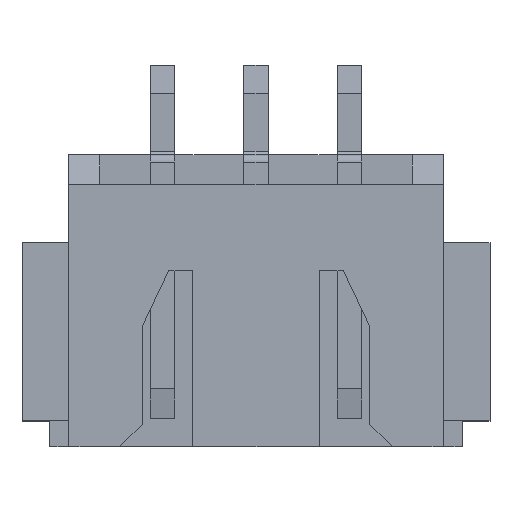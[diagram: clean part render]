
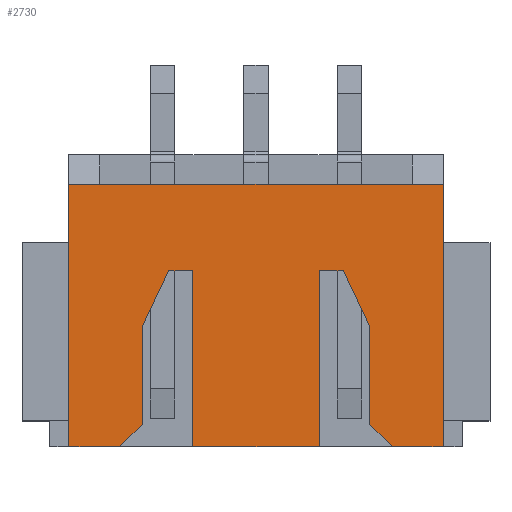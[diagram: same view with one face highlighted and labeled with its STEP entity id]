
A CAD part, top view. The second image highlights one B-rep face of the part: STEP entity #2730.
In plain terms, the highlighted planar face has unit normal (0, 0, 1).
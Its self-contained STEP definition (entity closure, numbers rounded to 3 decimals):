
#108=FACE_OUTER_BOUND('',#251,.T.);
#251=EDGE_LOOP('',(#2028,#2029,#2030,#2031,#2032,#2033,#2034,#2035,#2036,
#2037,#2038,#2039,#2040,#2041,#2042,#2043));
#360=LINE('',#3726,#737);
#396=LINE('',#3798,#773);
#495=LINE('',#3996,#872);
#497=LINE('',#4000,#874);
#502=LINE('',#4009,#879);
#505=LINE('',#4015,#882);
#508=LINE('',#4021,#885);
#511=LINE('',#4029,#888);
#515=LINE('',#4036,#892);
#518=LINE('',#4042,#895);
#521=LINE('',#4048,#898);
#522=LINE('',#4051,#899);
#525=LINE('',#4056,#902);
#526=LINE('',#4057,#903);
#527=LINE('',#4058,#904);
#528=LINE('',#4059,#905);
#737=VECTOR('',#3019,10.);
#773=VECTOR('',#3073,10.);
#872=VECTOR('',#3236,10.);
#874=VECTOR('',#3240,10.);
#879=VECTOR('',#3247,10.);
#882=VECTOR('',#3252,10.);
#885=VECTOR('',#3257,10.);
#888=VECTOR('',#3262,10.);
#892=VECTOR('',#3268,10.);
#895=VECTOR('',#3273,10.);
#898=VECTOR('',#3278,10.);
#899=VECTOR('',#3281,10.);
#902=VECTOR('',#3286,10.);
#903=VECTOR('',#3287,10.);
#904=VECTOR('',#3288,10.);
#905=VECTOR('',#3289,10.);
#1113=VERTEX_POINT('',#3723);
#1114=VERTEX_POINT('',#3725);
#1140=VERTEX_POINT('',#3795);
#1141=VERTEX_POINT('',#3797);
#1207=VERTEX_POINT('',#3993);
#1208=VERTEX_POINT('',#3995);
#1209=VERTEX_POINT('',#3999);
#1212=VERTEX_POINT('',#4007);
#1214=VERTEX_POINT('',#4013);
#1216=VERTEX_POINT('',#4019);
#1219=VERTEX_POINT('',#4026);
#1220=VERTEX_POINT('',#4028);
#1222=VERTEX_POINT('',#4034);
#1224=VERTEX_POINT('',#4040);
#1226=VERTEX_POINT('',#4046);
#1227=VERTEX_POINT('',#4050);
#1376=EDGE_CURVE('',#1113,#1114,#360,.T.);
#1412=EDGE_CURVE('',#1140,#1141,#396,.T.);
#1511=EDGE_CURVE('',#1208,#1207,#495,.T.);
#1513=EDGE_CURVE('',#1209,#1208,#497,.T.);
#1518=EDGE_CURVE('',#1207,#1212,#502,.T.);
#1521=EDGE_CURVE('',#1212,#1214,#505,.T.);
#1524=EDGE_CURVE('',#1214,#1216,#508,.T.);
#1527=EDGE_CURVE('',#1220,#1219,#511,.T.);
#1531=EDGE_CURVE('',#1219,#1222,#515,.T.);
#1534=EDGE_CURVE('',#1222,#1224,#518,.T.);
#1537=EDGE_CURVE('',#1224,#1226,#521,.T.);
#1538=EDGE_CURVE('',#1227,#1220,#522,.T.);
#1541=EDGE_CURVE('',#1216,#1227,#525,.T.);
#1542=EDGE_CURVE('',#1226,#1141,#526,.T.);
#1543=EDGE_CURVE('',#1114,#1140,#527,.T.);
#1544=EDGE_CURVE('',#1113,#1209,#528,.T.);
#2028=ORIENTED_EDGE('',*,*,#1513,.T.);
#2029=ORIENTED_EDGE('',*,*,#1511,.T.);
#2030=ORIENTED_EDGE('',*,*,#1518,.T.);
#2031=ORIENTED_EDGE('',*,*,#1521,.T.);
#2032=ORIENTED_EDGE('',*,*,#1524,.T.);
#2033=ORIENTED_EDGE('',*,*,#1541,.T.);
#2034=ORIENTED_EDGE('',*,*,#1538,.T.);
#2035=ORIENTED_EDGE('',*,*,#1527,.T.);
#2036=ORIENTED_EDGE('',*,*,#1531,.T.);
#2037=ORIENTED_EDGE('',*,*,#1534,.T.);
#2038=ORIENTED_EDGE('',*,*,#1537,.T.);
#2039=ORIENTED_EDGE('',*,*,#1542,.T.);
#2040=ORIENTED_EDGE('',*,*,#1412,.F.);
#2041=ORIENTED_EDGE('',*,*,#1543,.F.);
#2042=ORIENTED_EDGE('',*,*,#1376,.F.);
#2043=ORIENTED_EDGE('',*,*,#1544,.T.);
#2595=PLANE('',#2892);
#2730=ADVANCED_FACE('',(#108),#2595,.T.);
#2892=AXIS2_PLACEMENT_3D('',#4055,#3284,#3285);
#3019=DIRECTION('',(0.,1.,0.));
#3073=DIRECTION('',(0.,-1.,0.));
#3236=DIRECTION('',(0.,1.,0.));
#3240=DIRECTION('',(0.707,0.707,0.));
#3247=DIRECTION('',(0.428,0.904,0.));
#3252=DIRECTION('',(1.,0.,0.));
#3257=DIRECTION('',(0.,-1.,0.));
#3262=DIRECTION('',(1.,0.,0.));
#3268=DIRECTION('',(0.428,-0.904,0.));
#3273=DIRECTION('',(0.,-1.,0.));
#3278=DIRECTION('',(0.707,-0.707,0.));
#3281=DIRECTION('',(0.,1.,0.));
#3284=DIRECTION('center_axis',(0.,0.,1.));
#3285=DIRECTION('ref_axis',(0.,-1.,0.));
#3286=DIRECTION('',(1.,0.,0.));
#3287=DIRECTION('',(1.,0.,0.));
#3288=DIRECTION('',(1.,0.,0.));
#3289=DIRECTION('',(1.,0.,0.));
#3723=CARTESIAN_POINT('',(-5.,-7.8,6.));
#3725=CARTESIAN_POINT('',(-5.,-0.8,6.));
#3726=CARTESIAN_POINT('',(-5.,0.,6.));
#3795=CARTESIAN_POINT('',(5.,-0.8,6.));
#3797=CARTESIAN_POINT('',(5.,-7.8,6.));
#3798=CARTESIAN_POINT('',(5.,0.,6.));
#3993=CARTESIAN_POINT('',(-3.04,-4.6,6.));
#3995=CARTESIAN_POINT('',(-3.04,-7.2,6.));
#3996=CARTESIAN_POINT('',(-3.04,-2.7,6.));
#3999=CARTESIAN_POINT('',(-3.64,-7.8,6.));
#4000=CARTESIAN_POINT('',(-0.68,-4.84,6.));
#4007=CARTESIAN_POINT('',(-2.33,-3.1,6.));
#4009=CARTESIAN_POINT('',(-1.672,-1.71,6.));
#4013=CARTESIAN_POINT('',(-1.69,-3.1,6.));
#4015=CARTESIAN_POINT('',(-0.845,-3.1,6.));
#4019=CARTESIAN_POINT('',(-1.69,-7.8,6.));
#4021=CARTESIAN_POINT('',(-1.69,-4.3,6.));
#4026=CARTESIAN_POINT('',(2.33,-3.1,6.));
#4028=CARTESIAN_POINT('',(1.69,-3.1,6.));
#4029=CARTESIAN_POINT('',(1.165,-3.1,6.));
#4034=CARTESIAN_POINT('',(3.04,-4.6,6.));
#4036=CARTESIAN_POINT('',(2.027,-2.46,6.));
#4040=CARTESIAN_POINT('',(3.04,-7.2,6.));
#4042=CARTESIAN_POINT('',(3.04,-4.,6.));
#4046=CARTESIAN_POINT('',(3.64,-7.8,6.));
#4048=CARTESIAN_POINT('',(0.98,-5.14,6.));
#4050=CARTESIAN_POINT('',(1.69,-7.8,6.));
#4051=CARTESIAN_POINT('',(1.69,-1.95,6.));
#4055=CARTESIAN_POINT('Origin',(0.,-0.8,6.));
#4056=CARTESIAN_POINT('',(0.,-7.8,6.));
#4057=CARTESIAN_POINT('',(0.,-7.8,6.));
#4058=CARTESIAN_POINT('',(0.,-0.8,6.));
#4059=CARTESIAN_POINT('',(0.,-7.8,6.));
